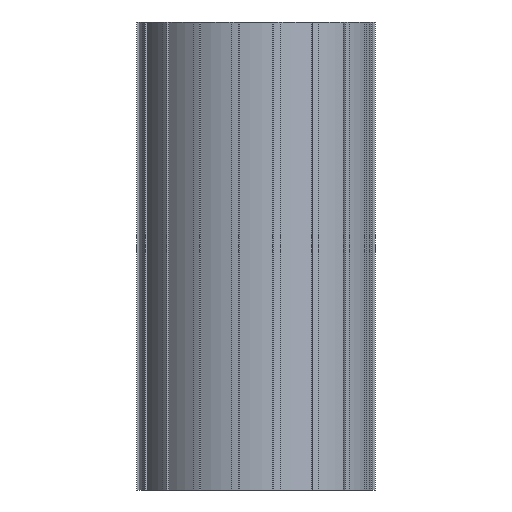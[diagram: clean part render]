
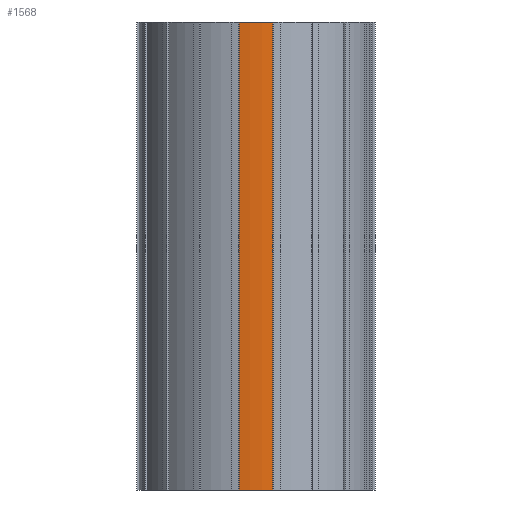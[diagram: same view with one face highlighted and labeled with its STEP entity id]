
A CAD part, front view. The second image highlights one B-rep face of the part: STEP entity #1568.
In plain terms, the highlighted cylindrical face has radius 50 mm (diameter 100 mm), a partial arc.
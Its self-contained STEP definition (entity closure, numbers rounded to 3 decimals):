
#23 = ORIENTED_EDGE ( 'NONE', *, *, #170, .T. ) ;
#123 = ORIENTED_EDGE ( 'NONE', *, *, #2499, .F. ) ;
#133 = ORIENTED_EDGE ( 'NONE', *, *, #161, .F. ) ;
#161 = EDGE_CURVE ( 'NONE', #2927, #927, #628, .T. ) ;
#170 = EDGE_CURVE ( 'NONE', #1622, #4807, #618, .T. ) ;
#179 = ORIENTED_EDGE ( 'NONE', *, *, #3532, .T. ) ;
#232 = CYLINDRICAL_SURFACE ( 'NONE', #1649, 50. ) ;
#592 = VECTOR ( 'NONE', #3277, 1000. ) ;
#618 = LINE ( 'NONE', #3309, #592 ) ;
#624 = VECTOR ( 'NONE', #3325, 1000. ) ;
#628 = LINE ( 'NONE', #3320, #624 ) ;
#927 = VERTEX_POINT ( 'NONE', #5201 ) ;
#991 = DIRECTION ( 'NONE',  ( 1., 0., 0. ) ) ;
#1012 = DIRECTION ( 'NONE',  ( 0., 0., 1. ) ) ;
#1016 = CARTESIAN_POINT ( 'NONE',  ( -0.601, 0.586, 200. ) ) ;
#1390 = DIRECTION ( 'NONE',  ( 1., 0., 0. ) ) ;
#1515 = DIRECTION ( 'NONE',  ( 0., 0., 1. ) ) ;
#1556 = CARTESIAN_POINT ( 'NONE',  ( -0.601, 0.586, 0. ) ) ;
#1568 = ADVANCED_FACE ( 'NONE', ( #4711 ), #232, .T. ) ;
#1619 = CARTESIAN_POINT ( 'NONE',  ( -0.601, 0.586, 200. ) ) ;
#1622 = VERTEX_POINT ( 'NONE', #2519 ) ;
#1649 = AXIS2_PLACEMENT_3D ( 'NONE', #1619, #1785, #4598 ) ;
#1785 = DIRECTION ( 'NONE',  ( 0., 0., -1. ) ) ;
#2499 = EDGE_CURVE ( 'NONE', #1622, #2927, #3224, .T. ) ;
#2519 = CARTESIAN_POINT ( 'NONE',  ( -7.802, -48.893, 200. ) ) ;
#2635 = AXIS2_PLACEMENT_3D ( 'NONE', #1556, #1515, #1390 ) ;
#2927 = VERTEX_POINT ( 'NONE', #3035 ) ;
#3035 = CARTESIAN_POINT ( 'NONE',  ( 6.608, -48.892, 200. ) ) ;
#3051 = CARTESIAN_POINT ( 'NONE',  ( -7.802, -48.893, 0. ) ) ;
#3224 = CIRCLE ( 'NONE', #4101, 50. ) ;
#3277 = DIRECTION ( 'NONE',  ( 0., 0., -1. ) ) ;
#3309 = CARTESIAN_POINT ( 'NONE',  ( -7.802, -48.893, 200. ) ) ;
#3320 = CARTESIAN_POINT ( 'NONE',  ( 6.608, -48.892, 200. ) ) ;
#3325 = DIRECTION ( 'NONE',  ( 0., 0., -1. ) ) ;
#3532 = EDGE_CURVE ( 'NONE', #4807, #927, #5132, .T. ) ;
#4101 = AXIS2_PLACEMENT_3D ( 'NONE', #1016, #1012, #991 ) ;
#4343 = EDGE_LOOP ( 'NONE', ( #179, #133, #123, #23 ) ) ;
#4598 = DIRECTION ( 'NONE',  ( -1., 0., 0. ) ) ;
#4711 = FACE_OUTER_BOUND ( 'NONE', #4343, .T. ) ;
#4807 = VERTEX_POINT ( 'NONE', #3051 ) ;
#5132 = CIRCLE ( 'NONE', #2635, 50. ) ;
#5201 = CARTESIAN_POINT ( 'NONE',  ( 6.608, -48.892, 0. ) ) ;
